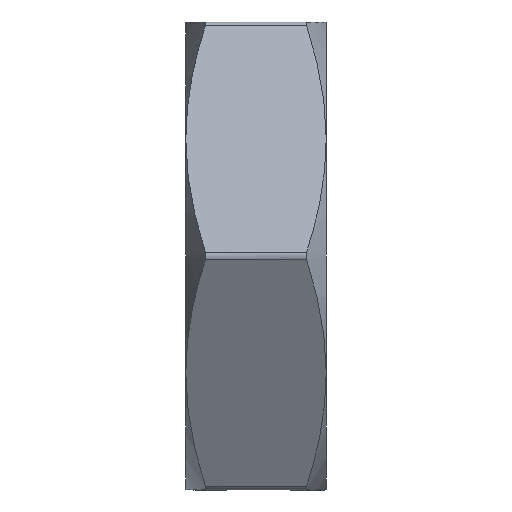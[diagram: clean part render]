
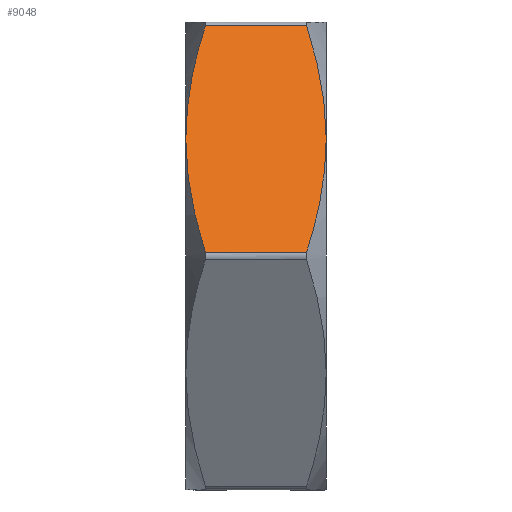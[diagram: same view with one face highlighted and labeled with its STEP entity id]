
A CAD part, left-side view. The second image highlights one B-rep face of the part: STEP entity #9048.
In plain terms, the highlighted planar face has unit normal (-0.866, 0, 0.5).
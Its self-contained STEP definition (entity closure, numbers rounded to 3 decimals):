
#208 = CARTESIAN_POINT ( 'NONE',  ( -16.493, 3.627, 1.434 ) ) ;
#291 = VERTEX_POINT ( 'NONE', #12633 ) ;
#881 = ORIENTED_EDGE ( 'NONE', *, *, #1218, .T. ) ;
#1218 = EDGE_CURVE ( 'NONE', #2675, #291, #2086, .T. ) ;
#1565 = B_SPLINE_CURVE_WITH_KNOTS ( 'NONE', 3,
 ( #11478, #11982, #9411, #7925, #14535, #2773, #208, #9358 ),
 .UNSPECIFIED., .F., .F.,
 ( 4, 2, 2, 4 ),
 ( 0.009, 0.011, 0.013, 0.017 ),
 .UNSPECIFIED. ) ;
#1697 = CARTESIAN_POINT ( 'NONE',  ( -12.99, 4.5, 7.5 ) ) ;
#1819 = CARTESIAN_POINT ( 'NONE',  ( -8.805, 4.5, 14.75 ) ) ;
#2086 = LINE ( 'NONE', #1819, #12967 ) ;
#2094 = CARTESIAN_POINT ( 'NONE',  ( -11.223, -4.271, 10.562 ) ) ;
#2195 = CARTESIAN_POINT ( 'NONE',  ( -15.801, -3.944, 2.632 ) ) ;
#2675 = VERTEX_POINT ( 'NONE', #15579 ) ;
#2726 = B_SPLINE_CURVE_WITH_KNOTS ( 'NONE', 3,
 ( #15388, #6159, #2195, #4896, #14014, #11181 ),
 .UNSPECIFIED., .F., .F.,
 ( 4, 2, 4 ),
 ( 0., 0.005, 0.009 ),
 .UNSPECIFIED. ) ;
#2773 = CARTESIAN_POINT ( 'NONE',  ( -15.804, 3.943, 2.627 ) ) ;
#3088 = EDGE_LOOP ( 'NONE', ( #9849, #16687, #8651, #13806, #881, #10182 ) ) ;
#3376 = CARTESIAN_POINT ( 'NONE',  ( -8.805, -3.243, 14.75 ) ) ;
#4172 = EDGE_CURVE ( 'NONE', #13008, #4979, #2726, .T. ) ;
#4213 = CARTESIAN_POINT ( 'NONE',  ( -12.278, 4.5, 8.734 ) ) ;
#4506 = EDGE_CURVE ( 'NONE', #291, #16284, #4609, .T. ) ;
#4609 = B_SPLINE_CURVE_WITH_KNOTS ( 'NONE', 3,
 ( #9458, #16220, #10721, #9620, #4213, #14697 ),
 .UNSPECIFIED., .F., .F.,
 ( 4, 2, 4 ),
 ( 0., 0.005, 0.009 ),
 .UNSPECIFIED. ) ;
#4730 = CARTESIAN_POINT ( 'NONE',  ( -17.176, -3.243, 0.25 ) ) ;
#4785 = AXIS2_PLACEMENT_3D ( 'NONE', #5989, #5929, #16413 ) ;
#4860 = CARTESIAN_POINT ( 'NONE',  ( -10.177, -3.943, 12.373 ) ) ;
#4896 = CARTESIAN_POINT ( 'NONE',  ( -14.407, -4.381, 5.046 ) ) ;
#4979 = VERTEX_POINT ( 'NONE', #13698 ) ;
#5409 = VERTEX_POINT ( 'NONE', #11701 ) ;
#5583 = CARTESIAN_POINT ( 'NONE',  ( -17.176, 4.5, 0.25 ) ) ;
#5838 = DIRECTION ( 'NONE',  ( 0., 1., 0. ) ) ;
#5929 = DIRECTION ( 'NONE',  ( 0.866, 0., -0.5 ) ) ;
#5989 = CARTESIAN_POINT ( 'NONE',  ( -17.321, 4.5, 0. ) ) ;
#6159 = CARTESIAN_POINT ( 'NONE',  ( -16.491, -3.628, 1.436 ) ) ;
#6171 = CARTESIAN_POINT ( 'NONE',  ( -9.488, -3.627, 13.566 ) ) ;
#7417 = CARTESIAN_POINT ( 'NONE',  ( -11.573, -4.356, 9.955 ) ) ;
#7641 = FACE_OUTER_BOUND ( 'NONE', #3088, .T. ) ;
#7925 = CARTESIAN_POINT ( 'NONE',  ( -14.408, 4.356, 5.045 ) ) ;
#8543 = B_SPLINE_CURVE_WITH_KNOTS ( 'NONE', 3,
 ( #11310, #12699, #13862, #7417, #2094, #4860, #6171, #3376 ),
 .UNSPECIFIED., .F., .F.,
 ( 4, 2, 2, 4 ),
 ( 0.009, 0.011, 0.013, 0.017 ),
 .UNSPECIFIED. ) ;
#8651 = ORIENTED_EDGE ( 'NONE', *, *, #4172, .T. ) ;
#9048 = ADVANCED_FACE ( 'NONE', ( #7641 ), #9883, .F. ) ;
#9358 = CARTESIAN_POINT ( 'NONE',  ( -17.176, 3.243, 0.25 ) ) ;
#9411 = CARTESIAN_POINT ( 'NONE',  ( -13.702, 4.47, 6.267 ) ) ;
#9423 = VECTOR ( 'NONE', #9534, 1000. ) ;
#9458 = CARTESIAN_POINT ( 'NONE',  ( -8.805, 3.243, 14.75 ) ) ;
#9534 = DIRECTION ( 'NONE',  ( 0., -1., 0. ) ) ;
#9620 = CARTESIAN_POINT ( 'NONE',  ( -11.574, 4.381, 9.954 ) ) ;
#9849 = ORIENTED_EDGE ( 'NONE', *, *, #11251, .T. ) ;
#9883 = PLANE ( 'NONE',  #4785 ) ;
#10182 = ORIENTED_EDGE ( 'NONE', *, *, #4506, .T. ) ;
#10721 = CARTESIAN_POINT ( 'NONE',  ( -10.18, 3.944, 12.368 ) ) ;
#11181 = CARTESIAN_POINT ( 'NONE',  ( -12.99, -4.5, 7.5 ) ) ;
#11251 = EDGE_CURVE ( 'NONE', #16284, #5409, #1565, .T. ) ;
#11310 = CARTESIAN_POINT ( 'NONE',  ( -12.99, -4.5, 7.5 ) ) ;
#11478 = CARTESIAN_POINT ( 'NONE',  ( -12.99, 4.5, 7.5 ) ) ;
#11701 = CARTESIAN_POINT ( 'NONE',  ( -17.176, 3.243, 0.25 ) ) ;
#11982 = CARTESIAN_POINT ( 'NONE',  ( -13.345, 4.5, 6.885 ) ) ;
#12633 = CARTESIAN_POINT ( 'NONE',  ( -8.805, 3.243, 14.75 ) ) ;
#12699 = CARTESIAN_POINT ( 'NONE',  ( -12.635, -4.5, 8.115 ) ) ;
#12913 = LINE ( 'NONE', #5583, #9423 ) ;
#12967 = VECTOR ( 'NONE', #5838, 1000. ) ;
#13008 = VERTEX_POINT ( 'NONE', #4730 ) ;
#13698 = CARTESIAN_POINT ( 'NONE',  ( -12.99, -4.5, 7.5 ) ) ;
#13806 = ORIENTED_EDGE ( 'NONE', *, *, #16345, .T. ) ;
#13862 = CARTESIAN_POINT ( 'NONE',  ( -12.279, -4.47, 8.733 ) ) ;
#14014 = CARTESIAN_POINT ( 'NONE',  ( -13.703, -4.5, 6.266 ) ) ;
#14073 = EDGE_CURVE ( 'NONE', #5409, #13008, #12913, .T. ) ;
#14535 = CARTESIAN_POINT ( 'NONE',  ( -14.758, 4.271, 4.438 ) ) ;
#14697 = CARTESIAN_POINT ( 'NONE',  ( -12.99, 4.5, 7.5 ) ) ;
#15388 = CARTESIAN_POINT ( 'NONE',  ( -17.176, -3.243, 0.25 ) ) ;
#15579 = CARTESIAN_POINT ( 'NONE',  ( -8.805, -3.243, 14.75 ) ) ;
#16220 = CARTESIAN_POINT ( 'NONE',  ( -9.49, 3.628, 13.564 ) ) ;
#16284 = VERTEX_POINT ( 'NONE', #1697 ) ;
#16345 = EDGE_CURVE ( 'NONE', #4979, #2675, #8543, .T. ) ;
#16413 = DIRECTION ( 'NONE',  ( -0.5, 0., -0.866 ) ) ;
#16687 = ORIENTED_EDGE ( 'NONE', *, *, #14073, .T. ) ;
